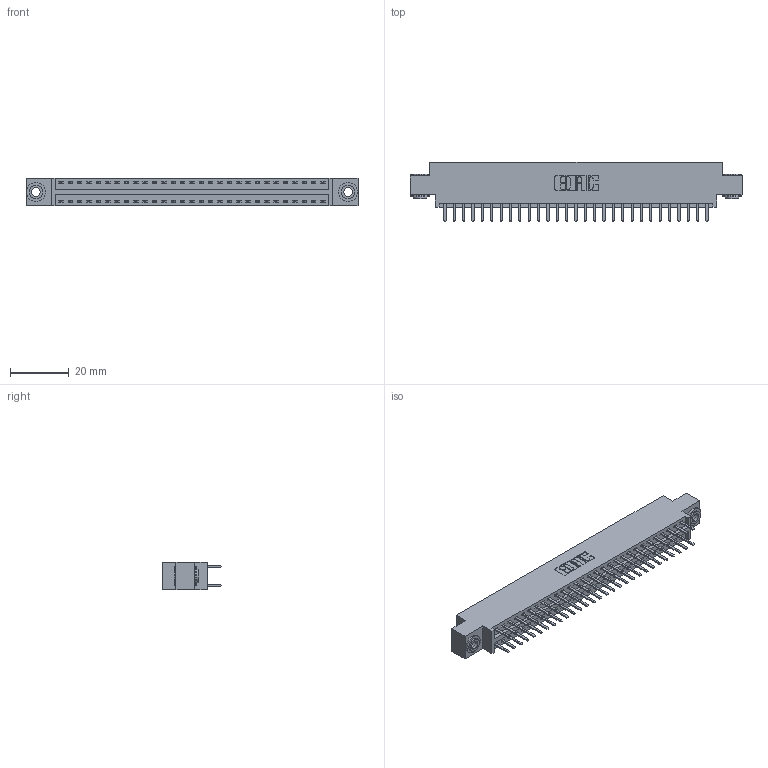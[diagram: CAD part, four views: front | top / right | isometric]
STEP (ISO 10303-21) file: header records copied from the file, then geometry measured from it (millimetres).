
FILE_DESCRIPTION (( 'STEP AP203' ), '1' );
FILE_NAME ('396-058-520-803.STEP', '2018-09-08T10:52:26', ( '' ), ( '' ), 'SwSTEP 2.0', 'SolidWorks 2016', '' );
FILE_SCHEMA (( 'CONFIG_CONTROL_DESIGN' ));
Length unit declared in the file: inch
Products named in the file (4): 396-058-520-803; 346 Part_0.170 Offset - 0.156 Dia-TH; 345-292-001_345-293-120; 345-250-002_345-250-002-102
Assembly tree (61 placements, depth 2):
  396-058-520-803
    346 Part_0.170 Offset - 0.156 Dia-TH
    345-292-001_345-293-120  x58
    345-250-002_345-250-002-102  x2
Bounding box: 112.65 x 20.02 x 9.4 mm (x, y, z)
Volume: 10723 mm3; surface area: 14869.2 mm2
Topology: 61 solids, 61 shells, 3412 faces, 9871 edges, 6422 vertices
Faces by surface type: plane 2236, cylinder 1168, cone 8
Entity records: 21572 total; most frequent: CARTESIAN_POINT 3563, ORIENTED_EDGE 3478, DIRECTION 3209, EDGE_CURVE 1739, VECTOR 1463, LINE 1463, VERTEX_POINT 1154, AXIS2_PLACEMENT_3D 873
